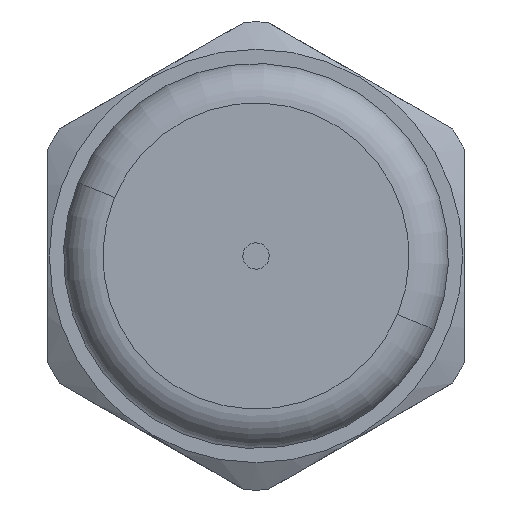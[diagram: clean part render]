
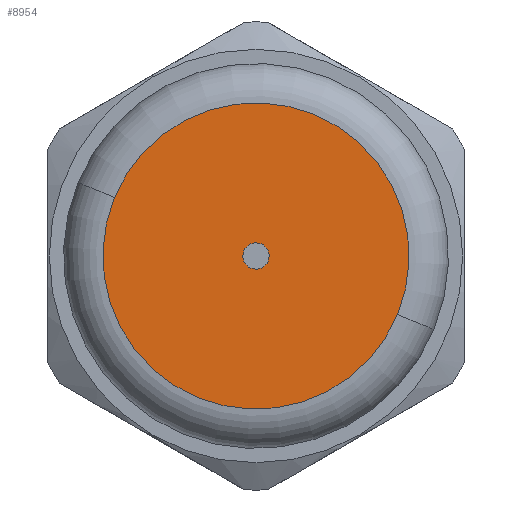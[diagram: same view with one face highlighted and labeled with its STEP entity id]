
A CAD part, left-side view. The second image highlights one B-rep face of the part: STEP entity #8954.
In plain terms, the highlighted planar face has unit normal (-1, 0, 0).
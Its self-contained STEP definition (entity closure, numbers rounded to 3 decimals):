
#884 = FACE_OUTER_BOUND ( 'NONE', #2735, .T. ) ;
#1088 = CARTESIAN_POINT ( 'NONE',  ( -21.9, -0.555, -0.229 ) ) ;
#1174 = VERTEX_POINT ( 'NONE', #6409 ) ;
#1395 = CIRCLE ( 'NONE', #1415, 7. ) ;
#1415 = AXIS2_PLACEMENT_3D ( 'NONE', #7723, #11234, #2718 ) ;
#1488 = VERTEX_POINT ( 'NONE', #1088 ) ;
#1630 = DIRECTION ( 'NONE',  ( 0., 0.924, 0.382 ) ) ;
#2165 = DIRECTION ( 'NONE',  ( -1., 0., 0. ) ) ;
#2586 = DIRECTION ( 'NONE',  ( -1., 0., 0. ) ) ;
#2650 = AXIS2_PLACEMENT_3D ( 'NONE', #8049, #10567, #3693 ) ;
#2718 = DIRECTION ( 'NONE',  ( 0., 0.924, 0.382 ) ) ;
#2735 = EDGE_LOOP ( 'NONE', ( #5561, #7346 ) ) ;
#2862 = DIRECTION ( 'NONE',  ( 0., 0.924, 0.382 ) ) ;
#3384 = EDGE_LOOP ( 'NONE', ( #3892, #4076 ) ) ;
#3693 = DIRECTION ( 'NONE',  ( 0., -0.924, -0.382 ) ) ;
#3892 = ORIENTED_EDGE ( 'NONE', *, *, #10416, .F. ) ;
#4076 = ORIENTED_EDGE ( 'NONE', *, *, #5281, .F. ) ;
#4273 = CARTESIAN_POINT ( 'NONE',  ( -21.9, 0., 0. ) ) ;
#5144 = DIRECTION ( 'NONE',  ( -1., 0., 0. ) ) ;
#5281 = EDGE_CURVE ( 'NONE', #1488, #11276, #5791, .T. ) ;
#5561 = ORIENTED_EDGE ( 'NONE', *, *, #7450, .T. ) ;
#5791 = CIRCLE ( 'NONE', #7809, 0.6 ) ;
#6240 = EDGE_CURVE ( 'NONE', #1174, #7854, #8775, .T. ) ;
#6409 = CARTESIAN_POINT ( 'NONE',  ( -21.9, -6.47, -2.673 ) ) ;
#6516 = AXIS2_PLACEMENT_3D ( 'NONE', #4273, #2586, #10370 ) ;
#7009 = FACE_BOUND ( 'NONE', #3384, .T. ) ;
#7179 = PLANE ( 'NONE',  #2650 ) ;
#7346 = ORIENTED_EDGE ( 'NONE', *, *, #6240, .T. ) ;
#7450 = EDGE_CURVE ( 'NONE', #7854, #1174, #1395, .T. ) ;
#7723 = CARTESIAN_POINT ( 'NONE',  ( -21.9, 0., 0. ) ) ;
#7766 = CARTESIAN_POINT ( 'NONE',  ( -21.9, 0., 0. ) ) ;
#7809 = AXIS2_PLACEMENT_3D ( 'NONE', #7766, #5144, #1630 ) ;
#7821 = CARTESIAN_POINT ( 'NONE',  ( -21.9, 0.555, 0.229 ) ) ;
#7854 = VERTEX_POINT ( 'NONE', #11141 ) ;
#8049 = CARTESIAN_POINT ( 'NONE',  ( -21.9, 0.229, -0.555 ) ) ;
#8775 = CIRCLE ( 'NONE', #6516, 7. ) ;
#8954 = ADVANCED_FACE ( 'NONE', ( #7009, #884 ), #7179, .F. ) ;
#9602 = CIRCLE ( 'NONE', #10766, 0.6 ) ;
#9923 = CARTESIAN_POINT ( 'NONE',  ( -21.9, 0., 0. ) ) ;
#10370 = DIRECTION ( 'NONE',  ( 0., 0.924, 0.382 ) ) ;
#10416 = EDGE_CURVE ( 'NONE', #11276, #1488, #9602, .T. ) ;
#10567 = DIRECTION ( 'NONE',  ( 1., 0., 0. ) ) ;
#10766 = AXIS2_PLACEMENT_3D ( 'NONE', #9923, #2165, #2862 ) ;
#11141 = CARTESIAN_POINT ( 'NONE',  ( -21.9, 6.47, 2.673 ) ) ;
#11234 = DIRECTION ( 'NONE',  ( -1., 0., 0. ) ) ;
#11276 = VERTEX_POINT ( 'NONE', #7821 ) ;
